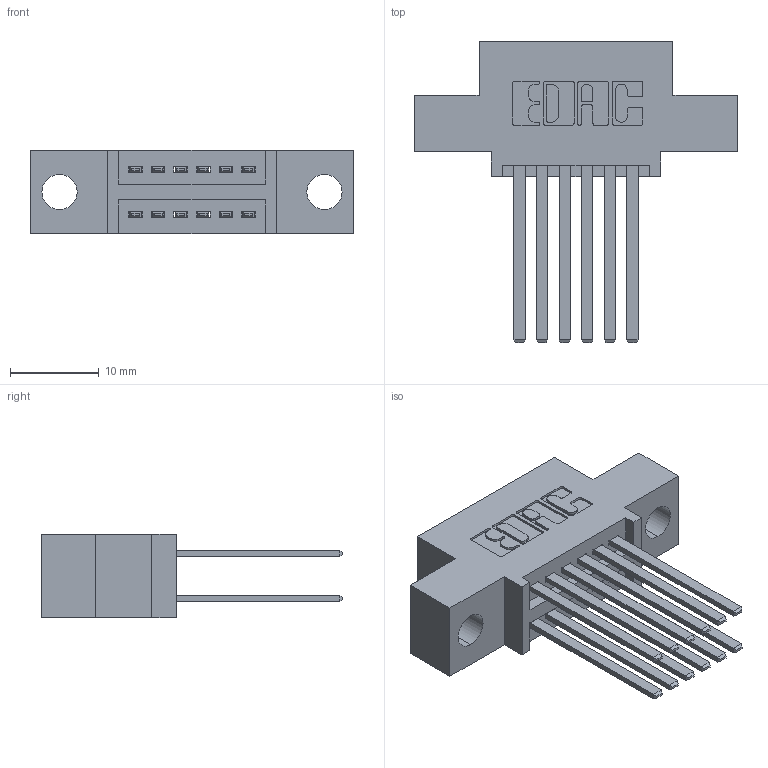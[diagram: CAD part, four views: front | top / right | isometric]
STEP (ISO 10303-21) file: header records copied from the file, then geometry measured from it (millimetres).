
FILE_DESCRIPTION (( 'STEP AP203' ), '1' );
FILE_NAME ('345-012-544-504.STEP', '2018-08-18T03:39:46', ( '' ), ( '' ), 'SwSTEP 2.0', 'SolidWorks 2016', '' );
FILE_SCHEMA (( 'CONFIG_CONTROL_DESIGN' ));
Length unit declared in the file: inch
Products named in the file (3): 345-292-001_345-293-144; 345-012-544-504; 345 Part_0.110 Offset - 0.156 Dia-TH
Assembly tree (13 placements, depth 2):
  345-012-544-504
    345 Part_0.110 Offset - 0.156 Dia-TH
    345-292-001_345-293-144  x12
Bounding box: 36.45 x 33.96 x 9.4 mm (x, y, z)
Volume: 3213.5 mm3; surface area: 4453.9 mm2
Topology: 13 solids, 13 shells, 658 faces, 1925 edges, 1266 vertices
Faces by surface type: plane 432, cylinder 226
Entity records: 9505 total; most frequent: CARTESIAN_POINT 1628, ORIENTED_EDGE 1562, DIRECTION 1477, EDGE_CURVE 781, LINE 629, VECTOR 629, VERTEX_POINT 518, AXIS2_PLACEMENT_3D 424
